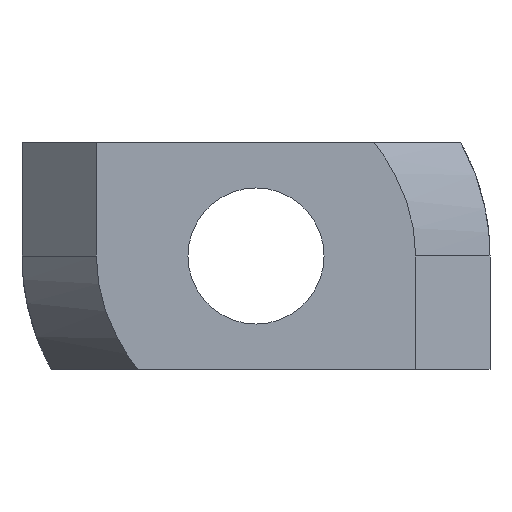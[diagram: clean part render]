
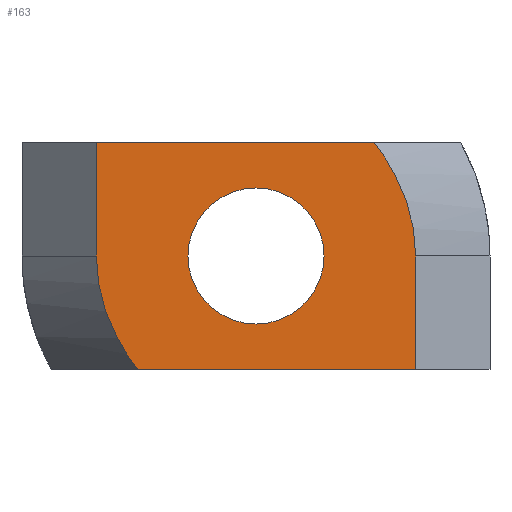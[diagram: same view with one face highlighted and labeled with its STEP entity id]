
A CAD part, front view. The second image highlights one B-rep face of the part: STEP entity #163.
In plain terms, the highlighted planar face has unit normal (0, -1, 0).
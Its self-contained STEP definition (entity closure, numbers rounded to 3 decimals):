
#163=ADVANCED_FACE('',(#329,#330),#331,.F.);
#329=FACE_BOUND('',#495,.T.);
#330=FACE_OUTER_BOUND('',#496,.T.);
#331=PLANE('',#497);
#495=EDGE_LOOP('',(#915,#916));
#496=EDGE_LOOP('',(#917,#918,#919,#920,#921,#922));
#497=AXIS2_PLACEMENT_3D('',#923,#924,#925);
#915=ORIENTED_EDGE('',*,*,#1036,.T.);
#916=ORIENTED_EDGE('',*,*,#1031,.T.);
#917=ORIENTED_EDGE('',*,*,#1193,.T.);
#918=ORIENTED_EDGE('',*,*,#1200,.T.);
#919=ORIENTED_EDGE('',*,*,#1207,.T.);
#920=ORIENTED_EDGE('',*,*,#1208,.T.);
#921=ORIENTED_EDGE('',*,*,#1209,.T.);
#922=ORIENTED_EDGE('',*,*,#1202,.T.);
#923=CARTESIAN_POINT('',(0.0,-4.5,0.0));
#924=DIRECTION('',(-0.0,1.0,0.0));
#925=DIRECTION('',(1.0,0.0,0.0));
#1031=EDGE_CURVE('',#1234,#1231,#1235,.T.);
#1036=EDGE_CURVE('',#1231,#1234,#1241,.T.);
#1193=EDGE_CURVE('',#1478,#1479,#1480,.T.);
#1200=EDGE_CURVE('',#1479,#1489,#1491,.T.);
#1202=EDGE_CURVE('',#1493,#1478,#1494,.T.);
#1207=EDGE_CURVE('',#1489,#1500,#1501,.T.);
#1208=EDGE_CURVE('',#1500,#1502,#1503,.T.);
#1209=EDGE_CURVE('',#1502,#1493,#1504,.T.);
#1231=VERTEX_POINT('',#1530);
#1234=VERTEX_POINT('',#1534);
#1235=CIRCLE('',#1535,2.4);
#1241=CIRCLE('',#1542,2.4);
#1478=VERTEX_POINT('',#1951);
#1479=VERTEX_POINT('',#1952);
#1480=LINE('',#1953,#1954);
#1489=VERTEX_POINT('',#1966);
#1491=ELLIPSE('',#1969,11.667,8.25);
#1493=VERTEX_POINT('',#1971);
#1494=LINE('',#1972,#1973);
#1500=VERTEX_POINT('',#1982);
#1501=LINE('',#1983,#1984);
#1502=VERTEX_POINT('',#1985);
#1503=LINE('',#1986,#1987);
#1504=ELLIPSE('',#1988,11.667,8.25);
#1530=CARTESIAN_POINT('',(2.4,-4.5,0.0));
#1534=CARTESIAN_POINT('',(-2.4,-4.5,0.));
#1535=AXIS2_PLACEMENT_3D('',#2023,#2024,#2025);
#1542=AXIS2_PLACEMENT_3D('',#2033,#2034,#2035);
#1951=CARTESIAN_POINT('',(5.63,-4.5,-4.0));
#1952=CARTESIAN_POINT('',(5.63,-4.5,0.));
#1953=CARTESIAN_POINT('',(5.63,-4.5,-1.0));
#1954=VECTOR('',#2219,1.0);
#1966=CARTESIAN_POINT('',(4.167,-4.5,4.0));
#1969=AXIS2_PLACEMENT_3D('',#2227,#2228,#2229);
#1971=CARTESIAN_POINT('',(-4.167,-4.5,-4.0));
#1972=CARTESIAN_POINT('',(0.0,-4.5,-4.0));
#1973=VECTOR('',#2230,1.0);
#1982=CARTESIAN_POINT('',(-5.63,-4.5,4.0));
#1983=CARTESIAN_POINT('',(0.0,-4.5,4.0));
#1984=VECTOR('',#2234,1.0);
#1985=CARTESIAN_POINT('',(-5.63,-4.5,0.));
#1986=CARTESIAN_POINT('',(-5.63,-4.5,1.0));
#1987=VECTOR('',#2235,1.0);
#1988=AXIS2_PLACEMENT_3D('',#2236,#2237,#2238);
#2023=CARTESIAN_POINT('',(0.0,-4.5,0.0));
#2024=DIRECTION('',(-0.0,1.0,0.0));
#2025=DIRECTION('',(1.0,0.0,0.0));
#2033=CARTESIAN_POINT('',(0.0,-4.5,0.0));
#2034=DIRECTION('',(-0.0,1.0,0.0));
#2035=DIRECTION('',(1.0,0.0,0.0));
#2219=DIRECTION('',(0.0,-0.0,1.0));
#2227=CARTESIAN_POINT('',(-6.037,-4.5,0.));
#2228=DIRECTION('',(-0.0,-1.0,0.0));
#2229=DIRECTION('',(-1.0,0.0,0.));
#2230=DIRECTION('',(1.0,0.0,0.0));
#2234=DIRECTION('',(-1.0,0.0,0.0));
#2235=DIRECTION('',(0.0,0.0,-1.0));
#2236=CARTESIAN_POINT('',(6.037,-4.5,0.));
#2237=DIRECTION('',(0.0,-1.0,-0.0));
#2238=DIRECTION('',(1.0,0.0,0.));
